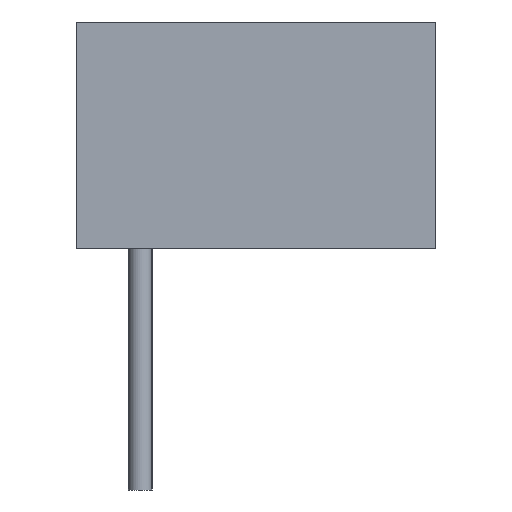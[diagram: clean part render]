
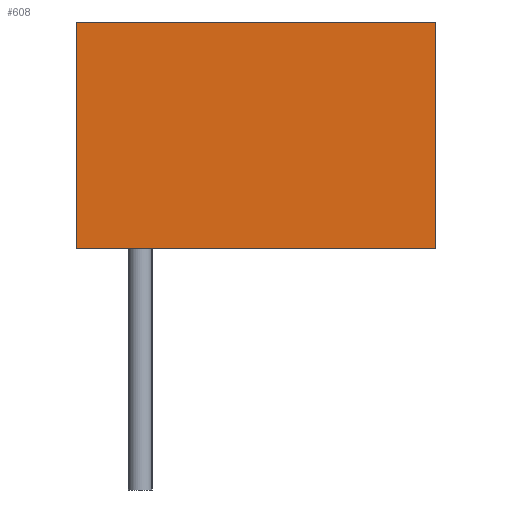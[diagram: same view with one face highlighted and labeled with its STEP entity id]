
A CAD part, left-side view. The second image highlights one B-rep face of the part: STEP entity #608.
In plain terms, the highlighted planar face has unit normal (-1, 0, 0).
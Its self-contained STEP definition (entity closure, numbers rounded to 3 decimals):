
#59 = PLANE('',#60);
#60 = AXIS2_PLACEMENT_3D('',#61,#62,#63);
#61 = CARTESIAN_POINT('',(-1.95,-6.25,0.));
#62 = DIRECTION('',(0.,1.,0.));
#63 = DIRECTION('',(1.,0.,0.));
#87 = PLANE('',#88);
#88 = AXIS2_PLACEMENT_3D('',#89,#90,#91);
#89 = CARTESIAN_POINT('',(8.,-2.671,4.8));
#90 = DIRECTION('',(0.,0.,1.));
#91 = DIRECTION('',(0.,1.,0.));
#141 = PLANE('',#142);
#142 = AXIS2_PLACEMENT_3D('',#143,#144,#145);
#143 = CARTESIAN_POINT('',(8.,-2.671,0.));
#144 = DIRECTION('',(0.,0.,1.));
#145 = DIRECTION('',(0.,1.,0.));
#500 = PLANE('',#501);
#501 = AXIS2_PLACEMENT_3D('',#502,#503,#504);
#502 = CARTESIAN_POINT('',(-1.,1.35,0.));
#503 = DIRECTION('',(0.,-1.,0.));
#504 = DIRECTION('',(-1.,0.,0.));
#538 = VERTEX_POINT('',#539);
#539 = CARTESIAN_POINT('',(-1.95,1.35,4.8));
#560 = EDGE_CURVE('',#561,#538,#563,.T.);
#561 = VERTEX_POINT('',#562);
#562 = CARTESIAN_POINT('',(-1.95,1.35,0.));
#563 = SURFACE_CURVE('',#564,(#568,#575),.PCURVE_S1.);
#564 = LINE('',#565,#566);
#565 = CARTESIAN_POINT('',(-1.95,1.35,0.));
#566 = VECTOR('',#567,1.);
#567 = DIRECTION('',(0.,0.,1.));
#568 = PCURVE('',#500,#569);
#569 = DEFINITIONAL_REPRESENTATION('',(#570),#574);
#570 = LINE('',#571,#572);
#571 = CARTESIAN_POINT('',(0.95,0.));
#572 = VECTOR('',#573,1.);
#573 = DIRECTION('',(0.,-1.));
#574 = ( GEOMETRIC_REPRESENTATION_CONTEXT(2) 
PARAMETRIC_REPRESENTATION_CONTEXT() REPRESENTATION_CONTEXT('2D SPACE',''
  ) );
#575 = PCURVE('',#576,#581);
#576 = PLANE('',#577);
#577 = AXIS2_PLACEMENT_3D('',#578,#579,#580);
#578 = CARTESIAN_POINT('',(-1.95,1.35,0.));
#579 = DIRECTION('',(1.,0.,-0.));
#580 = DIRECTION('',(0.,-1.,0.));
#581 = DEFINITIONAL_REPRESENTATION('',(#582),#586);
#582 = LINE('',#583,#584);
#583 = CARTESIAN_POINT('',(0.,0.));
#584 = VECTOR('',#585,1.);
#585 = DIRECTION('',(0.,-1.));
#586 = ( GEOMETRIC_REPRESENTATION_CONTEXT(2) 
PARAMETRIC_REPRESENTATION_CONTEXT() REPRESENTATION_CONTEXT('2D SPACE',''
  ) );
#608 = ADVANCED_FACE('',(#609),#576,.F.);
#609 = FACE_BOUND('',#610,.F.);
#610 = EDGE_LOOP('',(#611,#612,#635,#658));
#611 = ORIENTED_EDGE('',*,*,#560,.T.);
#612 = ORIENTED_EDGE('',*,*,#613,.T.);
#613 = EDGE_CURVE('',#538,#614,#616,.T.);
#614 = VERTEX_POINT('',#615);
#615 = CARTESIAN_POINT('',(-1.95,-6.25,4.8));
#616 = SURFACE_CURVE('',#617,(#621,#628),.PCURVE_S1.);
#617 = LINE('',#618,#619);
#618 = CARTESIAN_POINT('',(-1.95,1.35,4.8));
#619 = VECTOR('',#620,1.);
#620 = DIRECTION('',(0.,-1.,0.));
#621 = PCURVE('',#576,#622);
#622 = DEFINITIONAL_REPRESENTATION('',(#623),#627);
#623 = LINE('',#624,#625);
#624 = CARTESIAN_POINT('',(0.,-4.8));
#625 = VECTOR('',#626,1.);
#626 = DIRECTION('',(1.,0.));
#627 = ( GEOMETRIC_REPRESENTATION_CONTEXT(2) 
PARAMETRIC_REPRESENTATION_CONTEXT() REPRESENTATION_CONTEXT('2D SPACE',''
  ) );
#628 = PCURVE('',#87,#629);
#629 = DEFINITIONAL_REPRESENTATION('',(#630),#634);
#630 = LINE('',#631,#632);
#631 = CARTESIAN_POINT('',(4.021,9.95));
#632 = VECTOR('',#633,1.);
#633 = DIRECTION('',(-1.,0.));
#634 = ( GEOMETRIC_REPRESENTATION_CONTEXT(2) 
PARAMETRIC_REPRESENTATION_CONTEXT() REPRESENTATION_CONTEXT('2D SPACE',''
  ) );
#635 = ORIENTED_EDGE('',*,*,#636,.F.);
#636 = EDGE_CURVE('',#637,#614,#639,.T.);
#637 = VERTEX_POINT('',#638);
#638 = CARTESIAN_POINT('',(-1.95,-6.25,0.));
#639 = SURFACE_CURVE('',#640,(#644,#651),.PCURVE_S1.);
#640 = LINE('',#641,#642);
#641 = CARTESIAN_POINT('',(-1.95,-6.25,0.));
#642 = VECTOR('',#643,1.);
#643 = DIRECTION('',(0.,0.,1.));
#644 = PCURVE('',#576,#645);
#645 = DEFINITIONAL_REPRESENTATION('',(#646),#650);
#646 = LINE('',#647,#648);
#647 = CARTESIAN_POINT('',(7.6,0.));
#648 = VECTOR('',#649,1.);
#649 = DIRECTION('',(0.,-1.));
#650 = ( GEOMETRIC_REPRESENTATION_CONTEXT(2) 
PARAMETRIC_REPRESENTATION_CONTEXT() REPRESENTATION_CONTEXT('2D SPACE',''
  ) );
#651 = PCURVE('',#59,#652);
#652 = DEFINITIONAL_REPRESENTATION('',(#653),#657);
#653 = LINE('',#654,#655);
#654 = CARTESIAN_POINT('',(0.,0.));
#655 = VECTOR('',#656,1.);
#656 = DIRECTION('',(0.,-1.));
#657 = ( GEOMETRIC_REPRESENTATION_CONTEXT(2) 
PARAMETRIC_REPRESENTATION_CONTEXT() REPRESENTATION_CONTEXT('2D SPACE',''
  ) );
#658 = ORIENTED_EDGE('',*,*,#659,.F.);
#659 = EDGE_CURVE('',#561,#637,#660,.T.);
#660 = SURFACE_CURVE('',#661,(#665,#672),.PCURVE_S1.);
#661 = LINE('',#662,#663);
#662 = CARTESIAN_POINT('',(-1.95,1.35,0.));
#663 = VECTOR('',#664,1.);
#664 = DIRECTION('',(0.,-1.,0.));
#665 = PCURVE('',#576,#666);
#666 = DEFINITIONAL_REPRESENTATION('',(#667),#671);
#667 = LINE('',#668,#669);
#668 = CARTESIAN_POINT('',(0.,0.));
#669 = VECTOR('',#670,1.);
#670 = DIRECTION('',(1.,0.));
#671 = ( GEOMETRIC_REPRESENTATION_CONTEXT(2) 
PARAMETRIC_REPRESENTATION_CONTEXT() REPRESENTATION_CONTEXT('2D SPACE',''
  ) );
#672 = PCURVE('',#141,#673);
#673 = DEFINITIONAL_REPRESENTATION('',(#674),#678);
#674 = LINE('',#675,#676);
#675 = CARTESIAN_POINT('',(4.021,9.95));
#676 = VECTOR('',#677,1.);
#677 = DIRECTION('',(-1.,0.));
#678 = ( GEOMETRIC_REPRESENTATION_CONTEXT(2) 
PARAMETRIC_REPRESENTATION_CONTEXT() REPRESENTATION_CONTEXT('2D SPACE',''
  ) );
